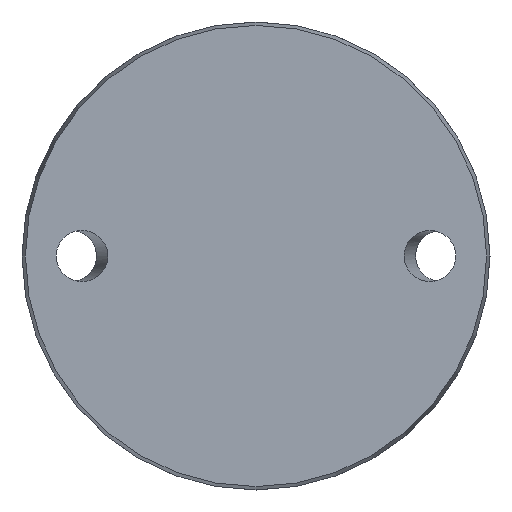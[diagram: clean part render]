
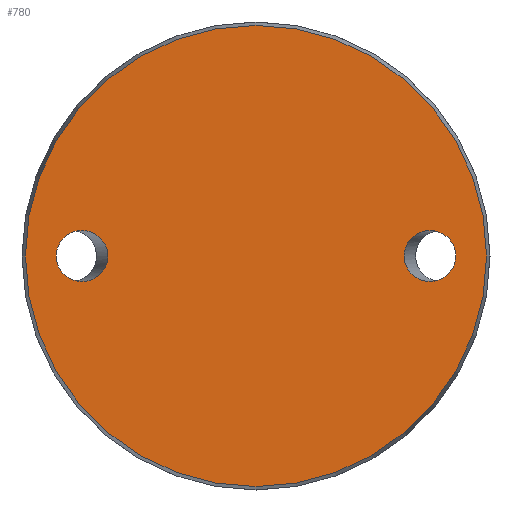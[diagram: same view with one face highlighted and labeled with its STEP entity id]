
A CAD part, front view. The second image highlights one B-rep face of the part: STEP entity #780.
In plain terms, the highlighted planar face has unit normal (0, -1, 0).
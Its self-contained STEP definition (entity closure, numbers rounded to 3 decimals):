
#57 = CARTESIAN_POINT ( 'NONE',  ( -38.425, 0., 0. ) ) ;
#59 = ORIENTED_EDGE ( 'NONE', *, *, #186, .T. ) ;
#61 = AXIS2_PLACEMENT_3D ( 'NONE', #877, #860, #205 ) ;
#68 = FACE_OUTER_BOUND ( 'NONE', #99, .T. ) ;
#72 = DIRECTION ( 'NONE',  ( 0., 1., 0. ) ) ;
#96 = CARTESIAN_POINT ( 'NONE',  ( 24.691, 0., 0. ) ) ;
#99 = EDGE_LOOP ( 'NONE', ( #59 ) ) ;
#165 = CARTESIAN_POINT ( 'NONE',  ( -33.309, 0., 8.5 ) ) ;
#186 = EDGE_CURVE ( 'NONE', #203, #203, #779, .T. ) ;
#197 = DIRECTION ( 'NONE',  ( 0., 0., 1. ) ) ;
#203 = VERTEX_POINT ( 'NONE', #317 ) ;
#204 = PLANE ( 'NONE',  #441 ) ;
#205 = DIRECTION ( 'NONE',  ( 0., 0., -1. ) ) ;
#211 = FACE_BOUND ( 'NONE', #692, .T. ) ;
#224 = CARTESIAN_POINT ( 'NONE',  ( -33.309, 0., -8.5 ) ) ;
#230 = CARTESIAN_POINT ( 'NONE',  ( 33.309, 0., 0. ) ) ;
#234 = CARTESIAN_POINT ( 'NONE',  ( 33.309, 0., 8.5 ) ) ;
#317 = CARTESIAN_POINT ( 'NONE',  ( 0., 0., -38.425 ) ) ;
#318 = EDGE_CURVE ( 'NONE', #323, #323, #337, .T. ) ;
#323 = VERTEX_POINT ( 'NONE', #542 ) ;
#337 =( BOUNDED_CURVE ( )  B_SPLINE_CURVE ( 3, ( #809, #648, #831, #230, #234, #394, #96 ),
 .UNSPECIFIED., .T., .F. ) 
 B_SPLINE_CURVE_WITH_KNOTS ( ( 4, 3, 4 ),
 ( 0., 3.142, 6.283 ),
 .UNSPECIFIED. ) 
 CURVE ( )  GEOMETRIC_REPRESENTATION_ITEM ( )  RATIONAL_B_SPLINE_CURVE ( ( 1., 0.333, 0.333, 1., 0.333, 0.333, 1. ) ) 
 REPRESENTATION_ITEM ( '' )  );
#394 = CARTESIAN_POINT ( 'NONE',  ( 24.691, 0., 8.5 ) ) ;
#397 = CARTESIAN_POINT ( 'NONE',  ( -33.309, 0., 0. ) ) ;
#441 = AXIS2_PLACEMENT_3D ( 'NONE', #57, #72, #197 ) ;
#442 = EDGE_CURVE ( 'NONE', #545, #545, #534, .T. ) ;
#445 = CARTESIAN_POINT ( 'NONE',  ( -24.691, 0., 8.5 ) ) ;
#460 = CARTESIAN_POINT ( 'NONE',  ( -24.691, 0., -8.5 ) ) ;
#480 = ORIENTED_EDGE ( 'NONE', *, *, #318, .F. ) ;
#507 = FACE_BOUND ( 'NONE', #930, .T. ) ;
#532 = CARTESIAN_POINT ( 'NONE',  ( -33.309, 0., 0. ) ) ;
#534 =( BOUNDED_CURVE ( )  B_SPLINE_CURVE ( 3, ( #532, #165, #445, #602, #460, #224, #828 ),
 .UNSPECIFIED., .T., .T. ) 
 B_SPLINE_CURVE_WITH_KNOTS ( ( 4, 3, 4 ),
 ( 0., 3.142, 6.283 ),
 .UNSPECIFIED. ) 
 CURVE ( )  GEOMETRIC_REPRESENTATION_ITEM ( )  RATIONAL_B_SPLINE_CURVE ( ( 1., 0.333, 0.333, 1., 0.333, 0.333, 1. ) ) 
 REPRESENTATION_ITEM ( '' )  );
#542 = CARTESIAN_POINT ( 'NONE',  ( 24.691, 0., 0. ) ) ;
#545 = VERTEX_POINT ( 'NONE', #397 ) ;
#602 = CARTESIAN_POINT ( 'NONE',  ( -24.691, 0., 0. ) ) ;
#648 = CARTESIAN_POINT ( 'NONE',  ( 24.691, 0., -8.5 ) ) ;
#692 = EDGE_LOOP ( 'NONE', ( #480 ) ) ;
#779 = CIRCLE ( 'NONE', #61, 38.425 ) ;
#780 = ADVANCED_FACE ( 'NONE', ( #507, #211, #68 ), #204, .F. ) ;
#809 = CARTESIAN_POINT ( 'NONE',  ( 24.691, 0., 0. ) ) ;
#828 = CARTESIAN_POINT ( 'NONE',  ( -33.309, 0., 0. ) ) ;
#831 = CARTESIAN_POINT ( 'NONE',  ( 33.309, 0., -8.5 ) ) ;
#833 = ORIENTED_EDGE ( 'NONE', *, *, #442, .T. ) ;
#860 = DIRECTION ( 'NONE',  ( 0., -1., 0. ) ) ;
#877 = CARTESIAN_POINT ( 'NONE',  ( 0., 0., 0. ) ) ;
#930 = EDGE_LOOP ( 'NONE', ( #833 ) ) ;
